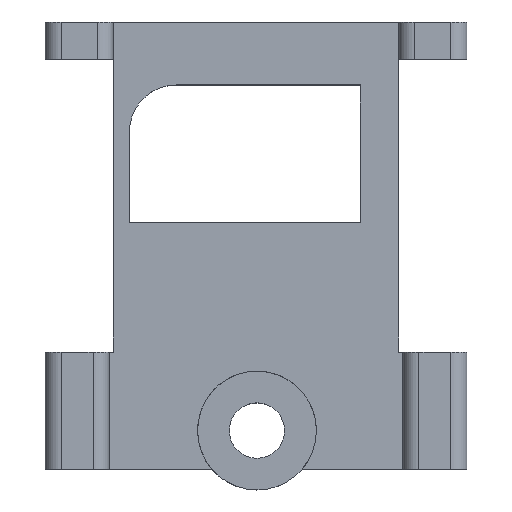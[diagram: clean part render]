
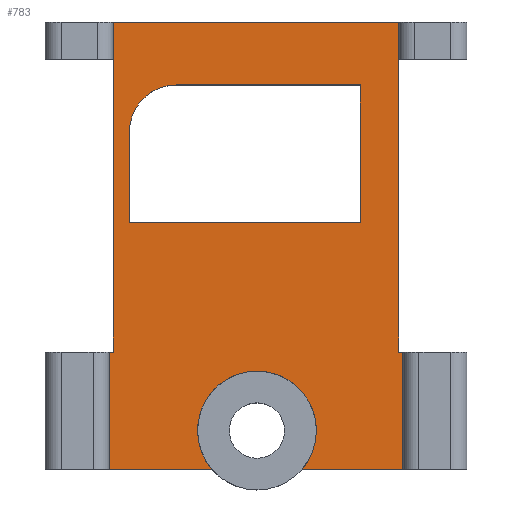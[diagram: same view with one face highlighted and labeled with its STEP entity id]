
A CAD part, top view. The second image highlights one B-rep face of the part: STEP entity #783.
In plain terms, the highlighted planar face has unit normal (0, 0, 1).
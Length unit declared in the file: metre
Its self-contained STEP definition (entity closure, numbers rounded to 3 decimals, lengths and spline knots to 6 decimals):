
#27=CIRCLE('',#840,0.0044);
#28=CIRCLE('',#841,0.005579);
#58=ORIENTED_EDGE('',*,*,#282,.F.);
#59=ORIENTED_EDGE('',*,*,#283,.T.);
#60=ORIENTED_EDGE('',*,*,#284,.T.);
#61=ORIENTED_EDGE('',*,*,#285,.T.);
#62=ORIENTED_EDGE('',*,*,#286,.F.);
#63=ORIENTED_EDGE('',*,*,#287,.F.);
#64=ORIENTED_EDGE('',*,*,#288,.F.);
#65=ORIENTED_EDGE('',*,*,#289,.F.);
#66=ORIENTED_EDGE('',*,*,#290,.T.);
#67=ORIENTED_EDGE('',*,*,#291,.F.);
#68=ORIENTED_EDGE('',*,*,#292,.T.);
#69=ORIENTED_EDGE('',*,*,#293,.F.);
#70=ORIENTED_EDGE('',*,*,#294,.F.);
#71=ORIENTED_EDGE('',*,*,#295,.T.);
#72=ORIENTED_EDGE('',*,*,#296,.T.);
#73=ORIENTED_EDGE('',*,*,#297,.T.);
#74=ORIENTED_EDGE('',*,*,#298,.F.);
#282=EDGE_CURVE('',#394,#395,#471,.T.);
#283=EDGE_CURVE('',#394,#396,#27,.F.);
#284=EDGE_CURVE('',#396,#397,#472,.T.);
#285=EDGE_CURVE('',#397,#398,#473,.T.);
#286=EDGE_CURVE('',#395,#398,#474,.T.);
#287=EDGE_CURVE('',#399,#400,#28,.T.);
#288=EDGE_CURVE('',#401,#399,#475,.T.);
#289=EDGE_CURVE('',#402,#401,#476,.T.);
#290=EDGE_CURVE('',#402,#403,#477,.T.);
#291=EDGE_CURVE('',#404,#403,#478,.T.);
#292=EDGE_CURVE('',#404,#405,#479,.T.);
#293=EDGE_CURVE('',#406,#405,#480,.T.);
#294=EDGE_CURVE('',#407,#406,#481,.T.);
#295=EDGE_CURVE('',#407,#408,#482,.T.);
#296=EDGE_CURVE('',#408,#409,#483,.T.);
#297=EDGE_CURVE('',#409,#410,#484,.T.);
#298=EDGE_CURVE('',#400,#410,#485,.T.);
#394=VERTEX_POINT('',#1147);
#395=VERTEX_POINT('',#1148);
#396=VERTEX_POINT('',#1150);
#397=VERTEX_POINT('',#1152);
#398=VERTEX_POINT('',#1154);
#399=VERTEX_POINT('',#1157);
#400=VERTEX_POINT('',#1158);
#401=VERTEX_POINT('',#1160);
#402=VERTEX_POINT('',#1162);
#403=VERTEX_POINT('',#1164);
#404=VERTEX_POINT('',#1166);
#405=VERTEX_POINT('',#1168);
#406=VERTEX_POINT('',#1170);
#407=VERTEX_POINT('',#1172);
#408=VERTEX_POINT('',#1174);
#409=VERTEX_POINT('',#1176);
#410=VERTEX_POINT('',#1178);
#471=LINE('',#1146,#552);
#472=LINE('',#1151,#553);
#473=LINE('',#1153,#554);
#474=LINE('',#1155,#555);
#475=LINE('',#1159,#556);
#476=LINE('',#1161,#557);
#477=LINE('',#1163,#558);
#478=LINE('',#1165,#559);
#479=LINE('',#1167,#560);
#480=LINE('',#1169,#561);
#481=LINE('',#1171,#562);
#482=LINE('',#1173,#563);
#483=LINE('',#1175,#564);
#484=LINE('',#1177,#565);
#485=LINE('',#1179,#566);
#552=VECTOR('',#917,1.);
#553=VECTOR('',#920,1.);
#554=VECTOR('',#921,1.);
#555=VECTOR('',#922,1.);
#556=VECTOR('',#925,1.);
#557=VECTOR('',#926,1.);
#558=VECTOR('',#927,1.);
#559=VECTOR('',#928,1.);
#560=VECTOR('',#929,1.);
#561=VECTOR('',#930,1.);
#562=VECTOR('',#931,1.);
#563=VECTOR('',#932,1.);
#564=VECTOR('',#933,1.);
#565=VECTOR('',#934,1.);
#566=VECTOR('',#935,1.);
#633=EDGE_LOOP('',(#58,#59,#60,#61,#62));
#634=EDGE_LOOP('',(#63,#64,#65,#66,#67,#68,#69,#70,#71,#72,#73,#74));
#694=FACE_BOUND('',#633,.T.);
#695=FACE_BOUND('',#634,.T.);
#755=PLANE('',#839);
#783=ADVANCED_FACE('',(#694,#695),#755,.T.);
#839=AXIS2_PLACEMENT_3D('',#1145,#915,#916);
#840=AXIS2_PLACEMENT_3D('',#1149,#918,#919);
#841=AXIS2_PLACEMENT_3D('',#1156,#923,#924);
#915=DIRECTION('',(0.,0.,1.));
#916=DIRECTION('',(1.,0.,0.));
#917=DIRECTION('',(0.,-1.,0.));
#918=DIRECTION('',(0.,0.,1.));
#919=DIRECTION('',(0.,-1.,0.));
#920=DIRECTION('',(1.,0.,0.));
#921=DIRECTION('',(0.,-1.,0.));
#922=DIRECTION('',(1.,0.,0.));
#923=DIRECTION('',(0.,0.,1.));
#924=DIRECTION('',(0.,-1.,0.));
#925=DIRECTION('',(-1.,0.,0.));
#926=DIRECTION('',(0.,-1.,0.));
#927=DIRECTION('',(-1.,0.,0.));
#928=DIRECTION('',(0.,-1.,0.));
#929=DIRECTION('',(0.,1.,0.));
#930=DIRECTION('',(1.,0.,0.));
#931=DIRECTION('',(0.,1.,0.));
#932=DIRECTION('',(0.,-1.,0.));
#933=DIRECTION('',(-1.,0.,0.));
#934=DIRECTION('',(0.,-1.,0.));
#935=DIRECTION('',(-1.,0.,0.));
#1145=CARTESIAN_POINT('',(0.000372,0.0114,0.0092));
#1146=CARTESIAN_POINT('',(-0.011515,0.020034,0.0092));
#1147=CARTESIAN_POINT('',(-0.011515,0.022091,0.0092));
#1148=CARTESIAN_POINT('',(-0.011515,0.013577,0.0092));
#1149=CARTESIAN_POINT('',(-0.007115,0.022091,0.0092));
#1150=CARTESIAN_POINT('',(-0.007115,0.026491,0.0092));
#1151=CARTESIAN_POINT('',(-0.000665,0.026491,0.0092));
#1152=CARTESIAN_POINT('',(0.010185,0.026491,0.0092));
#1153=CARTESIAN_POINT('',(0.010185,0.020034,0.0092));
#1154=CARTESIAN_POINT('',(0.010185,0.013577,0.0092));
#1155=CARTESIAN_POINT('',(-0.000665,0.013577,0.0092));
#1156=CARTESIAN_POINT('',(0.000463,-0.005981,0.0092));
#1157=CARTESIAN_POINT('',(0.004709,-0.0096,0.0092));
#1158=CARTESIAN_POINT('',(-0.003783,-0.0096,0.0092));
#1159=CARTESIAN_POINT('',(-0.016428,-0.0096,0.0092));
#1160=CARTESIAN_POINT('',(0.014172,-0.0096,0.0092));
#1161=CARTESIAN_POINT('',(0.014172,0.0114,0.0092));
#1162=CARTESIAN_POINT('',(0.014172,0.0014,0.0092));
#1163=CARTESIAN_POINT('',(0.017172,0.0014,0.0092));
#1164=CARTESIAN_POINT('',(0.013772,0.0014,0.0092));
#1165=CARTESIAN_POINT('',(0.013772,0.0149,0.0092));
#1166=CARTESIAN_POINT('',(0.013772,0.0289,0.0092));
#1167=CARTESIAN_POINT('',(0.013772,0.0114,0.0092));
#1168=CARTESIAN_POINT('',(0.013772,0.0324,0.0092));
#1169=CARTESIAN_POINT('',(-0.016228,0.0324,0.0092));
#1170=CARTESIAN_POINT('',(-0.013028,0.0324,0.0092));
#1171=CARTESIAN_POINT('',(-0.013028,0.0114,0.0092));
#1172=CARTESIAN_POINT('',(-0.013028,0.0289,0.0092));
#1173=CARTESIAN_POINT('',(-0.013028,0.0149,0.0092));
#1174=CARTESIAN_POINT('',(-0.013028,0.0014,0.0092));
#1175=CARTESIAN_POINT('',(-0.016428,0.0014,0.0092));
#1176=CARTESIAN_POINT('',(-0.013428,0.0014,0.0092));
#1177=CARTESIAN_POINT('',(-0.013428,0.0114,0.0092));
#1178=CARTESIAN_POINT('',(-0.013428,-0.0096,0.0092));
#1179=CARTESIAN_POINT('',(-0.016428,-0.0096,0.0092));
